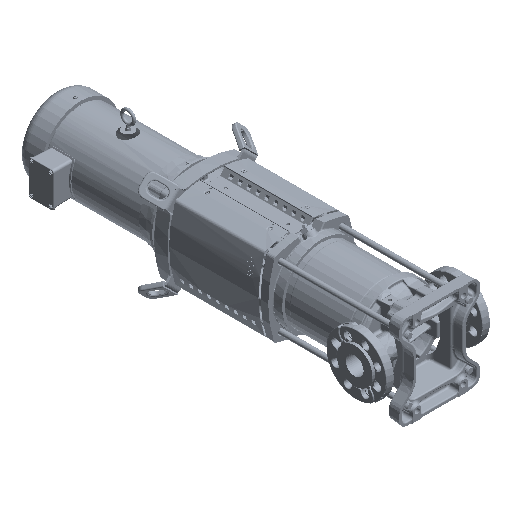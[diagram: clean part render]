
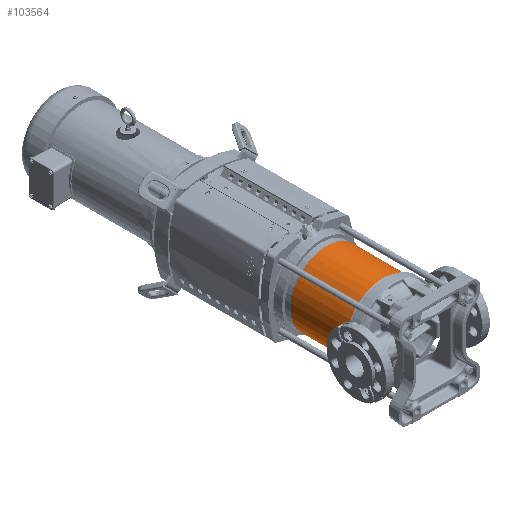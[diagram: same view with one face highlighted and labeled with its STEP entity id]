
A CAD part, isometric view. The second image highlights one B-rep face of the part: STEP entity #103564.
In plain terms, the highlighted cylindrical face has radius 102 mm (diameter 204 mm), a full revolution.
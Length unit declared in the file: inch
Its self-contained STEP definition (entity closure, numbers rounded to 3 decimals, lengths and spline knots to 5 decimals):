
#13290=CIRCLE('',#111013,4.01575);
#13291=CIRCLE('',#111014,4.01575);
#13292=CIRCLE('',#111016,4.01575);
#13293=CIRCLE('',#111017,4.01575);
#18345=FACE_OUTER_BOUND('',#24011,.T.);
#24011=EDGE_LOOP('',(#79849,#79850,#79851,#79852,#79853,#79854));
#32457=LINE('',#247237,#38616);
#38616=VECTOR('',#126032,4.01575);
#46697=VERTEX_POINT('',#247230);
#46698=VERTEX_POINT('',#247232);
#46699=VERTEX_POINT('',#247236);
#46700=VERTEX_POINT('',#247238);
#59264=EDGE_CURVE('',#46697,#46698,#13290,.T.);
#59265=EDGE_CURVE('',#46698,#46697,#13291,.T.);
#59266=EDGE_CURVE('',#46697,#46699,#32457,.T.);
#59267=EDGE_CURVE('',#46699,#46700,#13292,.T.);
#59268=EDGE_CURVE('',#46700,#46699,#13293,.T.);
#79849=ORIENTED_EDGE('',*,*,#59265,.F.);
#79850=ORIENTED_EDGE('',*,*,#59264,.F.);
#79851=ORIENTED_EDGE('',*,*,#59266,.T.);
#79852=ORIENTED_EDGE('',*,*,#59267,.T.);
#79853=ORIENTED_EDGE('',*,*,#59268,.T.);
#79854=ORIENTED_EDGE('',*,*,#59266,.F.);
#100076=CYLINDRICAL_SURFACE('',#111015,4.01575);
#103564=ADVANCED_FACE('',(#18345),#100076,.T.);
#111013=AXIS2_PLACEMENT_3D('',#247233,#126026,#126027);
#111014=AXIS2_PLACEMENT_3D('',#247234,#126028,#126029);
#111015=AXIS2_PLACEMENT_3D('',#247235,#126030,#126031);
#111016=AXIS2_PLACEMENT_3D('',#247239,#126033,#126034);
#111017=AXIS2_PLACEMENT_3D('',#247240,#126035,#126036);
#126026=DIRECTION('center_axis',(0.,1.,0.));
#126027=DIRECTION('ref_axis',(0.678,0.,-0.735));
#126028=DIRECTION('center_axis',(0.,1.,0.));
#126029=DIRECTION('ref_axis',(0.678,0.,-0.735));
#126030=DIRECTION('center_axis',(0.,1.,0.));
#126031=DIRECTION('ref_axis',(0.678,0.,-0.735));
#126032=DIRECTION('',(0.,-1.,0.));
#126033=DIRECTION('center_axis',(0.,1.,0.));
#126034=DIRECTION('ref_axis',(0.678,0.,-0.735));
#126035=DIRECTION('center_axis',(0.,1.,0.));
#126036=DIRECTION('ref_axis',(0.678,0.,-0.735));
#247230=CARTESIAN_POINT('',(-2.72144,12.50609,2.95296));
#247232=CARTESIAN_POINT('',(2.72144,12.50609,-2.95296));
#247233=CARTESIAN_POINT('Origin',(0.,12.50609,
0.));
#247234=CARTESIAN_POINT('Origin',(0.,12.50609,
0.));
#247235=CARTESIAN_POINT('Origin',(0.,11.99547,
0.));
#247236=CARTESIAN_POINT('',(-2.72144,6.33879,2.95296));
#247237=CARTESIAN_POINT('',(-2.72144,11.99547,2.95296));
#247238=CARTESIAN_POINT('',(2.72144,6.33879,-2.95296));
#247239=CARTESIAN_POINT('Origin',(0.,6.33879,
0.));
#247240=CARTESIAN_POINT('Origin',(0.,6.33879,
0.));
